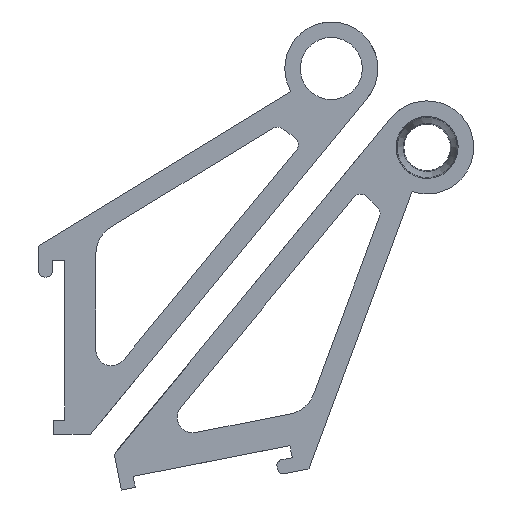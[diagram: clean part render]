
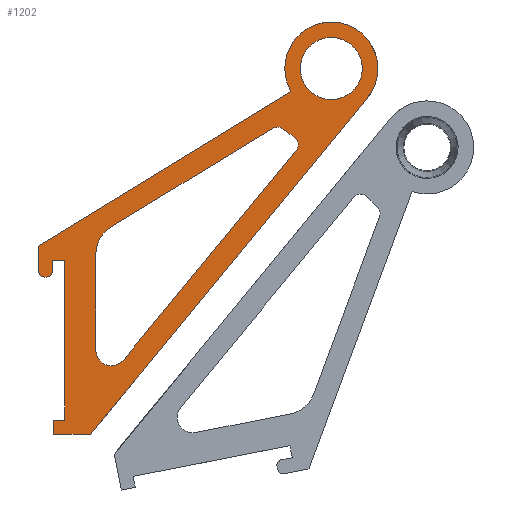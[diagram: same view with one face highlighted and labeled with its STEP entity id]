
A CAD part, front view. The second image highlights one B-rep face of the part: STEP entity #1202.
In plain terms, the highlighted planar face has unit normal (0, -1, 0).
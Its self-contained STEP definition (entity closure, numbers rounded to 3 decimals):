
#82=LINE($,#1945,#190);
#86=LINE($,#1957,#194);
#90=LINE($,#1969,#198);
#93=LINE($,#1982,#201);
#96=LINE($,#1987,#204);
#99=LINE($,#1993,#207);
#102=LINE($,#1999,#210);
#105=LINE($,#2005,#213);
#108=LINE($,#2011,#216);
#112=LINE($,#2023,#220);
#115=LINE($,#2028,#223);
#118=LINE($,#2036,#226);
#121=LINE($,#2043,#229);
#190=VECTOR($,#1571,61.062);
#194=VECTOR($,#1583,31.089);
#198=VECTOR($,#1595,87.614);
#201=VECTOR($,#1610,3.933);
#204=VECTOR($,#1615,51.5);
#207=VECTOR($,#1620,3.6);
#210=VECTOR($,#1625,4.6);
#213=VECTOR($,#1630,11.804);
#216=VECTOR($,#1635,140.408);
#220=VECTOR($,#1647,95.414);
#223=VECTOR($,#1652,8.);
#226=VECTOR($,#1661,0.6);
#229=VECTOR($,#1670,3.4);
#267=PLANE($,#1326);
#331=FACE_BOUND($,#481,.T.);
#332=FACE_BOUND($,#482,.T.);
#333=FACE_BOUND($,#483,.T.);
#481=EDGE_LOOP($,(#1112,#1113,#1114,#1115,#1116,#1117,#1118,#1119));
#482=EDGE_LOOP($,(#1120));
#483=EDGE_LOOP($,(#1121,#1122,#1123,#1124,#1125,#1126,#1127,#1128,#1129,
#1130,#1131,#1132,#1133));
#520=CIRCLE($,#1289,24.987);
#522=CIRCLE($,#1292,3.);
#524=CIRCLE($,#1296,10.);
#526=CIRCLE($,#1300,5.);
#528=CIRCLE($,#1304,3.);
#530=CIRCLE($,#1307,10.);
#531=CIRCLE($,#1315,15.);
#533=CIRCLE($,#1320,2.);
#534=CIRCLE($,#1323,2.);
#612=VERTEX_POINT($,#1929);
#613=VERTEX_POINT($,#1930);
#616=VERTEX_POINT($,#1938);
#618=VERTEX_POINT($,#1944);
#620=VERTEX_POINT($,#1950);
#622=VERTEX_POINT($,#1956);
#624=VERTEX_POINT($,#1962);
#626=VERTEX_POINT($,#1968);
#628=VERTEX_POINT($,#1977);
#629=VERTEX_POINT($,#1980);
#630=VERTEX_POINT($,#1981);
#631=VERTEX_POINT($,#1986);
#633=VERTEX_POINT($,#1992);
#635=VERTEX_POINT($,#1998);
#637=VERTEX_POINT($,#2004);
#639=VERTEX_POINT($,#2010);
#641=VERTEX_POINT($,#2016);
#643=VERTEX_POINT($,#2022);
#644=VERTEX_POINT($,#2027);
#645=VERTEX_POINT($,#2031);
#646=VERTEX_POINT($,#2035);
#647=VERTEX_POINT($,#2039);
#752=EDGE_CURVE($,#612,#613,#520,.T.);
#756=EDGE_CURVE($,#616,#612,#522,.T.);
#759=EDGE_CURVE($,#618,#616,#82,.T.);
#762=EDGE_CURVE($,#620,#618,#524,.T.);
#765=EDGE_CURVE($,#622,#620,#86,.T.);
#768=EDGE_CURVE($,#624,#622,#526,.T.);
#771=EDGE_CURVE($,#626,#624,#90,.T.);
#774=EDGE_CURVE($,#613,#626,#528,.T.);
#776=EDGE_CURVE($,#628,#628,#530,.T.);
#777=EDGE_CURVE($,#629,#630,#93,.T.);
#780=EDGE_CURVE($,#631,#629,#96,.T.);
#783=EDGE_CURVE($,#633,#631,#99,.T.);
#786=EDGE_CURVE($,#635,#633,#102,.T.);
#789=EDGE_CURVE($,#637,#635,#105,.T.);
#792=EDGE_CURVE($,#639,#637,#108,.T.);
#795=EDGE_CURVE($,#641,#639,#531,.T.);
#798=EDGE_CURVE($,#643,#641,#112,.T.);
#801=EDGE_CURVE($,#644,#643,#115,.T.);
#803=EDGE_CURVE($,#645,#644,#533,.T.);
#805=EDGE_CURVE($,#646,#645,#118,.T.);
#807=EDGE_CURVE($,#647,#646,#534,.T.);
#809=EDGE_CURVE($,#630,#647,#121,.T.);
#1112=ORIENTED_EDGE($,*,*,#752,.T.);
#1113=ORIENTED_EDGE($,*,*,#774,.T.);
#1114=ORIENTED_EDGE($,*,*,#771,.T.);
#1115=ORIENTED_EDGE($,*,*,#768,.T.);
#1116=ORIENTED_EDGE($,*,*,#765,.T.);
#1117=ORIENTED_EDGE($,*,*,#762,.T.);
#1118=ORIENTED_EDGE($,*,*,#759,.T.);
#1119=ORIENTED_EDGE($,*,*,#756,.T.);
#1120=ORIENTED_EDGE($,*,*,#776,.T.);
#1121=ORIENTED_EDGE($,*,*,#809,.F.);
#1122=ORIENTED_EDGE($,*,*,#777,.F.);
#1123=ORIENTED_EDGE($,*,*,#780,.F.);
#1124=ORIENTED_EDGE($,*,*,#783,.F.);
#1125=ORIENTED_EDGE($,*,*,#786,.F.);
#1126=ORIENTED_EDGE($,*,*,#789,.F.);
#1127=ORIENTED_EDGE($,*,*,#792,.F.);
#1128=ORIENTED_EDGE($,*,*,#795,.F.);
#1129=ORIENTED_EDGE($,*,*,#798,.F.);
#1130=ORIENTED_EDGE($,*,*,#801,.F.);
#1131=ORIENTED_EDGE($,*,*,#803,.F.);
#1132=ORIENTED_EDGE($,*,*,#805,.F.);
#1133=ORIENTED_EDGE($,*,*,#807,.F.);
#1202=ADVANCED_FACE($,(#331,#332,#333),#267,.T.);
#1289=AXIS2_PLACEMENT_3D($,#1931,#1556,#1557);
#1292=AXIS2_PLACEMENT_3D($,#1939,#1564,#1565);
#1296=AXIS2_PLACEMENT_3D($,#1951,#1576,#1577);
#1300=AXIS2_PLACEMENT_3D($,#1963,#1588,#1589);
#1304=AXIS2_PLACEMENT_3D($,#1974,#1600,#1601);
#1307=AXIS2_PLACEMENT_3D($,#1978,#1606,#1607);
#1315=AXIS2_PLACEMENT_3D($,#2017,#1640,#1641);
#1320=AXIS2_PLACEMENT_3D($,#2032,#1656,#1657);
#1323=AXIS2_PLACEMENT_3D($,#2040,#1665,#1666);
#1326=AXIS2_PLACEMENT_3D($,#2045,#1673,#1674);
#1556=DIRECTION('center_axis',(0.,-1.,0.));
#1557=DIRECTION('ref_axis',(-0.488,0.,-0.873));
#1564=DIRECTION('center_axis',(0.,1.,0.));
#1565=DIRECTION('ref_axis',(0.521,0.,-0.853));
#1571=DIRECTION($,(0.853,0.,0.521));
#1576=DIRECTION('center_axis',(0.,1.,0.));
#1577=DIRECTION('ref_axis',(1.,0.,0.));
#1583=DIRECTION($,(0.,0.,1.));
#1588=DIRECTION('center_axis',(0.,1.,0.));
#1589=DIRECTION('ref_axis',(-0.772,0.,0.636));
#1595=DIRECTION($,(-0.636,0.,-0.772));
#1600=DIRECTION('center_axis',(0.,1.,0.));
#1601=DIRECTION('ref_axis',(-0.488,0.,-0.873));
#1606=DIRECTION('center_axis',(0.,1.,0.));
#1607=DIRECTION('ref_axis',(1.,0.,0.));
#1610=DIRECTION($,(-1.,0.,0.));
#1615=DIRECTION($,(0.,0.,1.));
#1620=DIRECTION($,(1.,0.,0.));
#1625=DIRECTION($,(0.,0.,1.));
#1630=DIRECTION($,(-1.,0.,0.));
#1635=DIRECTION($,(-0.636,0.,-0.772));
#1640=DIRECTION('center_axis',(0.,1.,0.));
#1641=DIRECTION('ref_axis',(-0.867,0.,-0.497));
#1647=DIRECTION($,(0.853,0.,0.521));
#1652=DIRECTION($,(0.,0.,1.));
#1656=DIRECTION('center_axis',(0.,1.,0.));
#1657=DIRECTION('ref_axis',(0.,0.,-1.));
#1661=DIRECTION($,(-1.,0.,0.));
#1665=DIRECTION('center_axis',(0.,1.,0.));
#1666=DIRECTION('ref_axis',(1.,0.,0.));
#1670=DIRECTION($,(0.,0.,-1.));
#1673=DIRECTION('center_axis',(0.,-1.,0.));
#1674=DIRECTION('ref_axis',(0.,0.,-1.));
#1929=CARTESIAN_POINT('',(52.323,0.,37.672));
#1930=CARTESIAN_POINT('',(55.71,0.,35.399));
#1931=CARTESIAN_POINT('Origin',(67.895,0.,57.214));
#1938=CARTESIAN_POINT('',(48.889,0.,37.886));
#1939=CARTESIAN_POINT('Origin',(50.453,0.,35.326));
#1944=CARTESIAN_POINT('',(-3.214,0.,6.046));
#1945=CARTESIAN_POINT($,(5.141,0.,11.152));
#1950=CARTESIAN_POINT('',(-8.,0.,-2.487));
#1951=CARTESIAN_POINT('Origin',(2.,0.,-2.487));
#1956=CARTESIAN_POINT('',(-8.,0.,-33.575));
#1957=CARTESIAN_POINT($,(-8.,0.,-14.579));
#1962=CARTESIAN_POINT('',(0.859,0.,-36.754));
#1963=CARTESIAN_POINT('Origin',(-3.,0.,-33.575));
#1968=CARTESIAN_POINT('',(56.562,0.,30.873));
#1969=CARTESIAN_POINT($,(42.829,0.,14.2));
#1974=CARTESIAN_POINT('Origin',(54.247,0.,32.78));
#1977=CARTESIAN_POINT('',(57.895,0.,57.214));
#1978=CARTESIAN_POINT('Origin',(67.895,0.,57.214));
#1980=CARTESIAN_POINT('',(-18.,0.,-4.6));
#1981=CARTESIAN_POINT('',(-21.933,0.,-4.6));
#1982=CARTESIAN_POINT($,(-18.,0.,-4.6));
#1986=CARTESIAN_POINT('',(-18.,0.,-56.1));
#1987=CARTESIAN_POINT($,(-18.,0.,-56.1));
#1992=CARTESIAN_POINT('',(-21.6,0.,-56.1));
#1993=CARTESIAN_POINT($,(-21.6,0.,-56.1));
#1998=CARTESIAN_POINT('',(-21.6,0.,-60.7));
#1999=CARTESIAN_POINT($,(-21.6,0.,-60.7));
#2004=CARTESIAN_POINT('',(-9.796,0.,-60.7));
#2005=CARTESIAN_POINT($,(-9.796,0.,-60.7));
#2010=CARTESIAN_POINT('',(79.473,0.,47.677));
#2011=CARTESIAN_POINT($,(79.473,0.,47.677));
#2016=CARTESIAN_POINT('',(54.882,0.,49.753));
#2017=CARTESIAN_POINT('Origin',(67.895,0.,57.214));
#2022=CARTESIAN_POINT('',(-26.533,0.,0.));
#2023=CARTESIAN_POINT($,(-26.533,0.,0.));
#2027=CARTESIAN_POINT('',(-26.533,0.,-8.));
#2028=CARTESIAN_POINT($,(-26.533,0.,-8.));
#2031=CARTESIAN_POINT('',(-24.533,0.,-10.));
#2032=CARTESIAN_POINT('Origin',(-24.533,0.,-8.));
#2035=CARTESIAN_POINT('',(-23.933,0.,-10.));
#2036=CARTESIAN_POINT($,(-23.933,0.,-10.));
#2039=CARTESIAN_POINT('',(-21.933,0.,-8.));
#2040=CARTESIAN_POINT('Origin',(-23.933,0.,-8.));
#2043=CARTESIAN_POINT($,(-21.933,0.,-4.6));
#2045=CARTESIAN_POINT('Origin',(20.731,0.,4.418));
